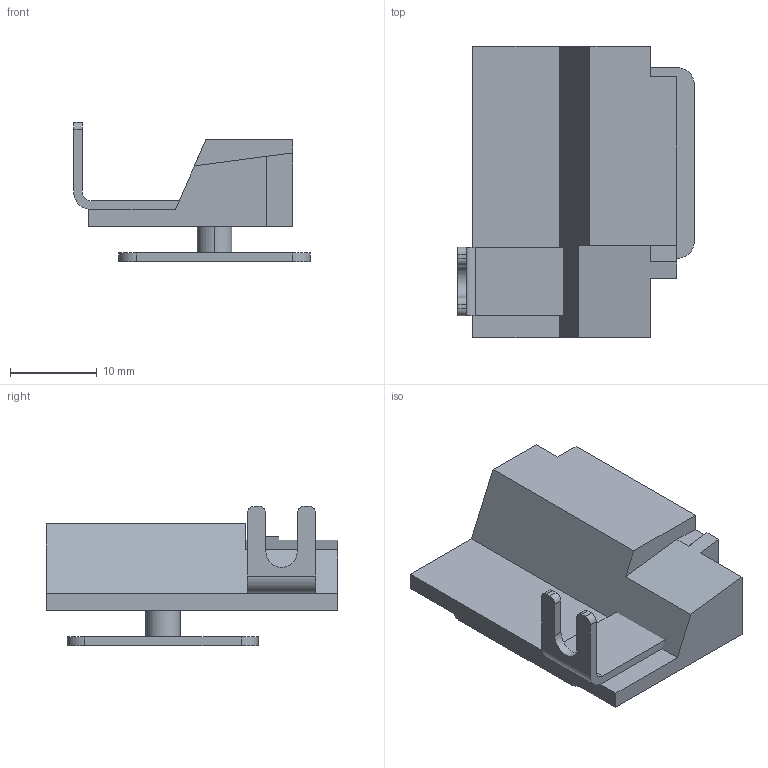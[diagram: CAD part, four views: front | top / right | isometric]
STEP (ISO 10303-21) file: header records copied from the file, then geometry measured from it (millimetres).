
FILE_DESCRIPTION((''),'2;1');
FILE_NAME('ASM0001AA_ASM','2021-06-09T',('marketing.praksa'),('Audax d.o.o.'),'CREO PARAMETRIC BY PTC INC, 2017480','CREO PARAMETRIC BY PTC INC, 2017480','');
FILE_SCHEMA(('AUTOMOTIVE_DESIGN { 1 0 10303 214 1 1 1 1 }'));
Length unit declared in the file: millimetre
Products named in the file (4): PRT0018; PRT0019; PRT0020; ASM0001AA_ASM
Assembly tree (3 placements, depth 2):
  ASM0001AA_ASM
    PRT0018
    PRT0019
    PRT0020
Bounding box: 27.2 x 33.5 x 16 mm (x, y, z)
Volume: 4856.9 mm3; surface area: 3811.8 mm2
Topology: 5 solids, 5 shells, 151 faces, 408 edges, 272 vertices
Faces by surface type: plane 90, cylinder 61
Entity records: 7425 total; most frequent: CARTESIAN_POINT 851, DIRECTION 845, ORIENTED_EDGE 816, PRESENTATION_STYLE_ASSIGNMENT 564, STYLED_ITEM 564, CURVE_STYLE 408, EDGE_CURVE 408, VECTOR 285
